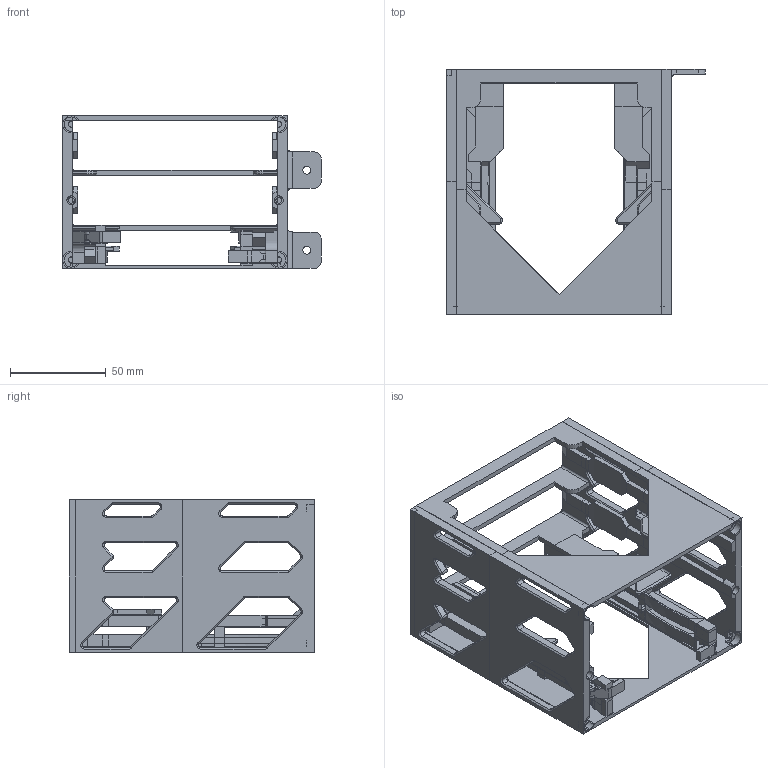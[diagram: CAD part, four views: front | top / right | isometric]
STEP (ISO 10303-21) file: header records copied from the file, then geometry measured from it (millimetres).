
FILE_DESCRIPTION(/* description */ (''),/* implementation_level */ '2;1');
FILE_NAME(/* name */ 'Cage 2x2 rev2_b.step',/* time_stamp */ '2025-04-06T05:15:52-06:00',/* author */ (''),/* organization */ (''),/* preprocessor_version */ 'ST-DEVELOPER v20.1',/* originating_system */ 'Autodesk Translation Framework v14.4.0.0',/* authorisation */ '');
FILE_SCHEMA (('AUTOMOTIVE_DESIGN { 1 0 10303 214 3 1 1 }'));
Length unit declared in the file: millimetre
Products named in the file (5): HDD Cage 222 (No suport); HDD Cage (No support) v4; Drive Cage 4 v3 Rev.6 v1; HDD Cage (No support) v12; Drive Cage 4 v3 Rev.6 v1 (1)
Assembly tree (4 placements, depth 3):
  HDD Cage 222 (No suport)
    HDD Cage (No support) v4
      Drive Cage 4 v3 Rev.6 v1
    HDD Cage (No support) v12
      Drive Cage 4 v3 Rev.6 v1 (1)
Bounding box: 135.09 x 128.04 x 79.89 mm (x, y, z)
Volume: 156803.6 mm3; surface area: 126681 mm2
Topology: 115 solids, 115 shells, 1678 faces, 3989 edges, 2549 vertices
Faces by surface type: plane 1293, cylinder 208, cone 142, bspline 35
Full cylindrical faces by diameter (mm): 1.9 x10, 2.5 x11, 4.064 x2
Entity records: 49003 total; most frequent: CARTESIAN_POINT 10154, ORIENTED_EDGE 7970, DIRECTION 7646, EDGE_CURVE 3985, LINE 3254, VECTOR 3254, VERTEX_POINT 2549, AXIS2_PLACEMENT_3D 2196
